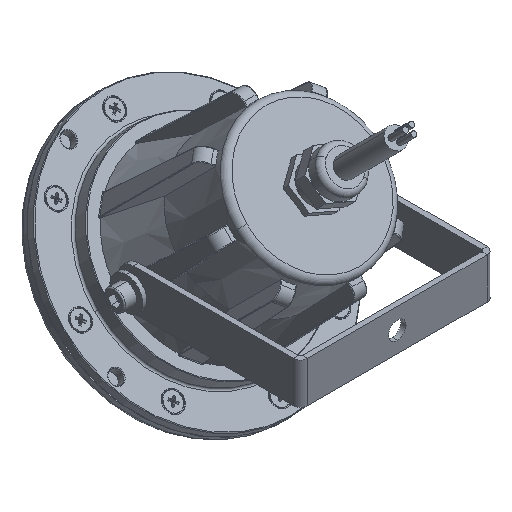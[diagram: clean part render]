
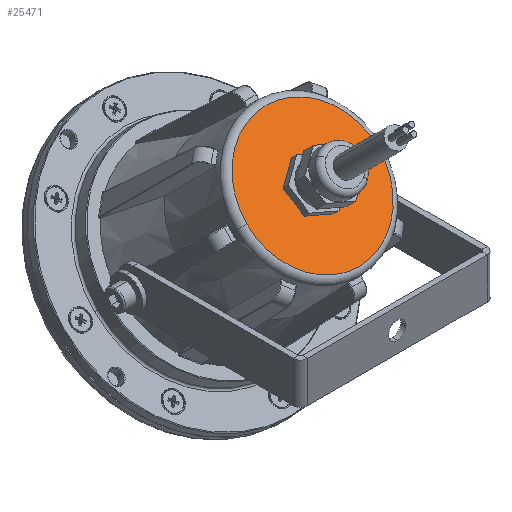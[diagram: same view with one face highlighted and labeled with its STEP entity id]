
A CAD part, isometric view. The second image highlights one B-rep face of the part: STEP entity #25471.
In plain terms, the highlighted planar face has unit normal (0, -0.707, 0.707).
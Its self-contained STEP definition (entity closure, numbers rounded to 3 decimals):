
#1623 = EDGE_CURVE ( 'NONE', #26630, #23370, #19618, .T. ) ;
#2575 = DIRECTION ( 'NONE',  ( 0., -0.707, 0.707 ) ) ;
#2895 = DIRECTION ( 'NONE',  ( 0., -0.707, 0.707 ) ) ;
#3939 = DIRECTION ( 'NONE',  ( 0., -0.707, 0.707 ) ) ;
#5360 = CARTESIAN_POINT ( 'NONE',  ( 1., 42.256, 39.244 ) ) ;
#5596 = DIRECTION ( 'NONE',  ( 0., 0.707, 0.707 ) ) ;
#6106 = AXIS2_PLACEMENT_3D ( 'NONE', #5360, #36199, #26578 ) ;
#7111 = DIRECTION ( 'NONE',  ( 0., -0.707, 0.707 ) ) ;
#9276 = CARTESIAN_POINT ( 'NONE',  ( -31.078, 42.256, 39.244 ) ) ;
#10169 = CARTESIAN_POINT ( 'NONE',  ( -34., 42.256, 39.244 ) ) ;
#10331 = AXIS2_PLACEMENT_3D ( 'NONE', #23780, #2575, #39189 ) ;
#12744 = FACE_OUTER_BOUND ( 'NONE', #18456, .T. ) ;
#14350 = ORIENTED_EDGE ( 'NONE', *, *, #18194, .T. ) ;
#16316 = VERTEX_POINT ( 'NONE', #20154 ) ;
#18194 = EDGE_CURVE ( 'NONE', #39064, #16316, #38159, .T. ) ;
#18456 = EDGE_LOOP ( 'NONE', ( #14350, #19378 ) ) ;
#18815 = ORIENTED_EDGE ( 'NONE', *, *, #1623, .F. ) ;
#19378 = ORIENTED_EDGE ( 'NONE', *, *, #36608, .T. ) ;
#19398 = ORIENTED_EDGE ( 'NONE', *, *, #33778, .F. ) ;
#19427 = CARTESIAN_POINT ( 'NONE',  ( 1., 37.129, 34.118 ) ) ;
#19618 = CIRCLE ( 'NONE', #35214, 7.25 ) ;
#20154 = CARTESIAN_POINT ( 'NONE',  ( 33.078, 42.256, 39.244 ) ) ;
#23370 = VERTEX_POINT ( 'NONE', #19427 ) ;
#23780 = CARTESIAN_POINT ( 'NONE',  ( 1., 42.256, 39.244 ) ) ;
#24592 = EDGE_LOOP ( 'NONE', ( #18815, #19398 ) ) ;
#25471 = ADVANCED_FACE ( 'NONE', ( #12744, #37325 ), #31601, .T. ) ;
#25537 = CARTESIAN_POINT ( 'NONE',  ( 1., 42.256, 39.244 ) ) ;
#26578 = DIRECTION ( 'NONE',  ( -1., 0., 0. ) ) ;
#26630 = VERTEX_POINT ( 'NONE', #37647 ) ;
#26886 = AXIS2_PLACEMENT_3D ( 'NONE', #10169, #3939, #31337 ) ;
#31337 = DIRECTION ( 'NONE',  ( -1., 0., 0. ) ) ;
#31601 = PLANE ( 'NONE',  #26886 ) ;
#32202 = DIRECTION ( 'NONE',  ( 0., 0.707, 0.707 ) ) ;
#33082 = CIRCLE ( 'NONE', #37615, 7.25 ) ;
#33778 = EDGE_CURVE ( 'NONE', #23370, #26630, #33082, .T. ) ;
#35214 = AXIS2_PLACEMENT_3D ( 'NONE', #39635, #2895, #5596 ) ;
#36199 = DIRECTION ( 'NONE',  ( 0., -0.707, 0.707 ) ) ;
#36608 = EDGE_CURVE ( 'NONE', #16316, #39064, #37802, .T. ) ;
#37325 = FACE_BOUND ( 'NONE', #24592, .T. ) ;
#37615 = AXIS2_PLACEMENT_3D ( 'NONE', #25537, #7111, #32202 ) ;
#37647 = CARTESIAN_POINT ( 'NONE',  ( 1., 47.382, 44.371 ) ) ;
#37802 = CIRCLE ( 'NONE', #6106, 32.078 ) ;
#38159 = CIRCLE ( 'NONE', #10331, 32.078 ) ;
#39064 = VERTEX_POINT ( 'NONE', #9276 ) ;
#39189 = DIRECTION ( 'NONE',  ( -1., 0., 0. ) ) ;
#39635 = CARTESIAN_POINT ( 'NONE',  ( 1., 42.256, 39.244 ) ) ;
